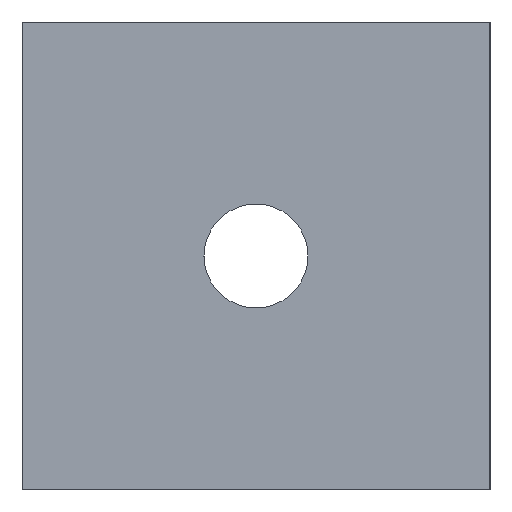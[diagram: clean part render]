
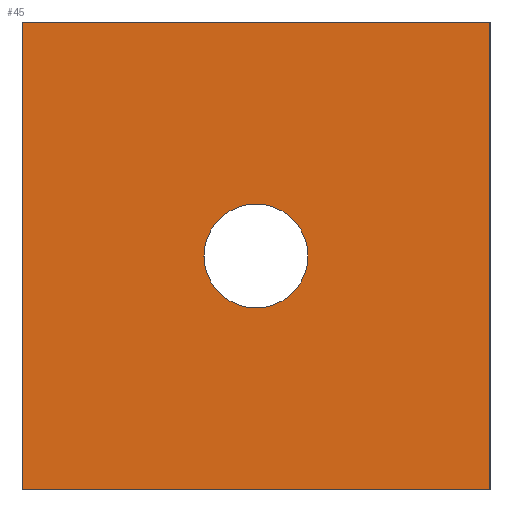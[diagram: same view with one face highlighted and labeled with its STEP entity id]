
A CAD part, left-side view. The second image highlights one B-rep face of the part: STEP entity #45.
In plain terms, the highlighted planar face has unit normal (-1, 0, 0).
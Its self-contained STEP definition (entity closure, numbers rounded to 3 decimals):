
#45=ADVANCED_FACE('',(#85,#86),#87,.T.);
#85=FACE_BOUND('',#119,.T.);
#86=FACE_OUTER_BOUND('',#120,.T.);
#87=PLANE('',#121);
#119=EDGE_LOOP('',(#177,#178));
#120=EDGE_LOOP('',(#179,#180,#181,#182));
#121=AXIS2_PLACEMENT_3D('',#183,#184,#185);
#177=ORIENTED_EDGE('',*,*,#201,.T.);
#178=ORIENTED_EDGE('',*,*,#203,.T.);
#179=ORIENTED_EDGE('',*,*,#220,.F.);
#180=ORIENTED_EDGE('',*,*,#208,.F.);
#181=ORIENTED_EDGE('',*,*,#213,.F.);
#182=ORIENTED_EDGE('',*,*,#217,.F.);
#183=CARTESIAN_POINT('',(0.0,0.0,0.0));
#184=DIRECTION('',(-1.0,0.0,0.0));
#185=DIRECTION('',(0.0,-1.0,0.0));
#201=EDGE_CURVE('',#226,#230,#232,.T.);
#203=EDGE_CURVE('',#230,#226,#234,.T.);
#208=EDGE_CURVE('',#240,#242,#243,.T.);
#213=EDGE_CURVE('',#248,#240,#250,.T.);
#217=EDGE_CURVE('',#254,#248,#256,.T.);
#220=EDGE_CURVE('',#242,#254,#259,.T.);
#226=VERTEX_POINT('',#265);
#230=VERTEX_POINT('',#270);
#232=CIRCLE('',#273,5.0);
#234=CIRCLE('',#275,5.0);
#240=VERTEX_POINT('',#282);
#242=VERTEX_POINT('',#285);
#243=LINE('',#286,#287);
#248=VERTEX_POINT('',#294);
#250=LINE('',#297,#298);
#254=VERTEX_POINT('',#303);
#256=LINE('',#306,#307);
#259=LINE('',#311,#312);
#265=CARTESIAN_POINT('',(0.0,-5.0,0.0));
#270=CARTESIAN_POINT('',(0.0,5.0,0.));
#273=AXIS2_PLACEMENT_3D('',#321,#322,#323);
#275=AXIS2_PLACEMENT_3D('',#324,#325,#326);
#282=CARTESIAN_POINT('',(0.0,-22.5,-22.5));
#285=CARTESIAN_POINT('',(0.0,22.5,-22.5));
#286=CARTESIAN_POINT('',(0.0,-22.5,-22.5));
#287=VECTOR('',#332,1.0);
#294=CARTESIAN_POINT('',(0.0,-22.5,22.5));
#297=CARTESIAN_POINT('',(0.0,-22.5,22.5));
#298=VECTOR('',#336,1.0);
#303=CARTESIAN_POINT('',(0.0,22.5,22.5));
#306=CARTESIAN_POINT('',(0.0,22.5,22.5));
#307=VECTOR('',#339,1.0);
#311=CARTESIAN_POINT('',(0.0,22.5,-22.5));
#312=VECTOR('',#341,1.0);
#321=CARTESIAN_POINT('',(0.0,0.0,0.0));
#322=DIRECTION('',(1.0,0.0,-0.0));
#323=DIRECTION('',(0.0,-1.0,0.0));
#324=CARTESIAN_POINT('',(0.0,0.0,0.0));
#325=DIRECTION('',(1.0,0.0,-0.0));
#326=DIRECTION('',(0.0,-1.0,0.0));
#332=DIRECTION('',(0.0,1.0,0.0));
#336=DIRECTION('',(0.0,0.0,-1.0));
#339=DIRECTION('',(0.0,-1.0,0.0));
#341=DIRECTION('',(0.0,0.0,1.0));
